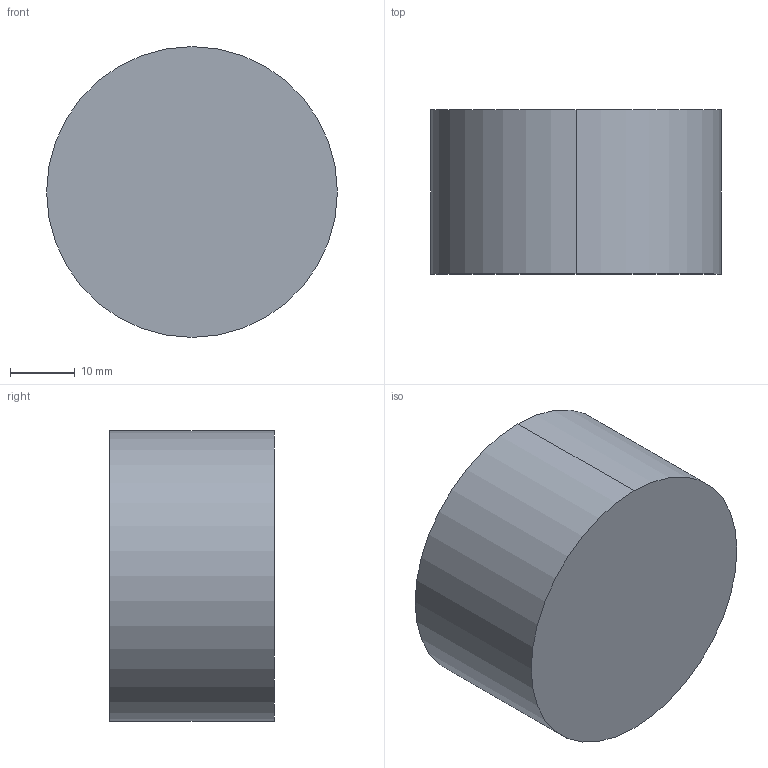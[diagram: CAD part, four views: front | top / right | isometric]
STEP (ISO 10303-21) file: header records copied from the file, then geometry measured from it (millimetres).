
FILE_DESCRIPTION (( 'STEP AP203' ), '1' );
FILE_NAME ('AV6_M.STEP', '2015-06-02T09:01:53', ( '' ), ( '' ), 'SwSTEP 2.0', 'SolidWorks 2014', '' );
FILE_SCHEMA (( 'CONFIG_CONTROL_DESIGN' ));
Length unit declared in the file: millimetre
Products named in the file (2): AV6_M; 116709 - Sorbothane Bumper 45mm x 1.0 70 Duro M6 Thread_For ESD
Assembly tree (1 placements, depth 2):
  AV6_M
    116709 - Sorbothane Bumper 45mm x 1.0 70 Duro M6 Thread_For ESD
Bounding box: 45 x 25.4 x 45 mm (x, y, z)
Volume: 40114.2 mm3; surface area: 7463.2 mm2
Topology: 2 solids, 2 shells, 13 faces, 24 edges, 16 vertices
Faces by surface type: cylinder 8, plane 5
Entity records: 532 total; most frequent: DIRECTION 74, CARTESIAN_POINT 57, ORIENTED_EDGE 48, AXIS2_PLACEMENT_3D 33, EDGE_CURVE 24, PERSON_AND_ORGANIZATION 17, EDGE_LOOP 16, VERTEX_POINT 16
